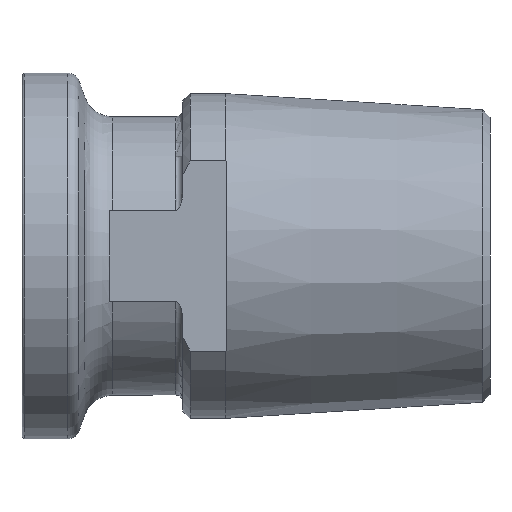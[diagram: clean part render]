
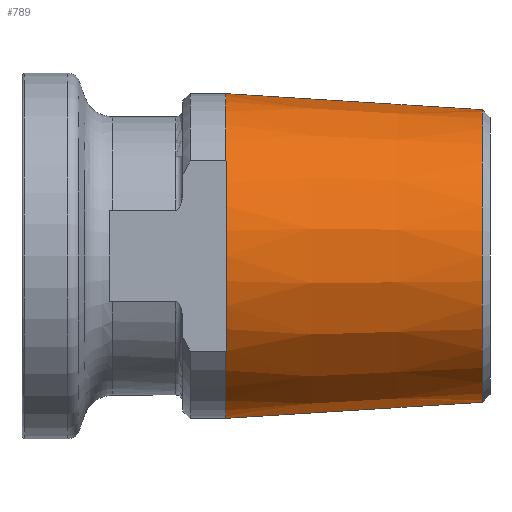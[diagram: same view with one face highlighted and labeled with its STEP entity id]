
A CAD part, front view. The second image highlights one B-rep face of the part: STEP entity #789.
In plain terms, the highlighted conical face has half-angle 3.576 degrees and reference radius 10.003 mm.
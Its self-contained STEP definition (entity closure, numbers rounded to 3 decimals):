
#26 = VERTEX_POINT ( 'NONE', #1244 ) ;
#35 = ORIENTED_EDGE ( 'NONE', *, *, #612, .T. ) ;
#40 = AXIS2_PLACEMENT_3D ( 'NONE', #727, #1054, #818 ) ;
#58 = VERTEX_POINT ( 'NONE', #1099 ) ;
#61 = VERTEX_POINT ( 'NONE', #650 ) ;
#74 = EDGE_CURVE ( 'NONE', #456, #892, #1141, .T. ) ;
#130 = DIRECTION ( 'NONE',  ( -1., 0., 0. ) ) ;
#143 = CARTESIAN_POINT ( 'NONE',  ( 31.467, 0., 10.003 ) ) ;
#164 = ORIENTED_EDGE ( 'NONE', *, *, #733, .T. ) ;
#220 = DIRECTION ( 'NONE',  ( 0., 1., 0. ) ) ;
#224 = ORIENTED_EDGE ( 'NONE', *, *, #814, .T. ) ;
#288 = CARTESIAN_POINT ( 'NONE',  ( 13.973, -9., -6.491 ) ) ;
#301 = DIRECTION ( 'NONE',  ( -1., 0., 0. ) ) ;
#319 = CARTESIAN_POINT ( 'NONE',  ( 14., 0., 0. ) ) ;
#327 = EDGE_CURVE ( 'NONE', #26, #1485, #1176, .T. ) ;
#335 = VECTOR ( 'NONE', #375, 1000. ) ;
#355 = DIRECTION ( 'NONE',  ( -1., 0., 0. ) ) ;
#367 = CARTESIAN_POINT ( 'NONE',  ( 13.919, 0., 0. ) ) ;
#373 = CARTESIAN_POINT ( 'NONE',  ( 13.919, -9., 6.497 ) ) ;
#375 = DIRECTION ( 'NONE',  ( -0.998, 0., 0.062 ) ) ;
#381 = CIRCLE ( 'NONE', #646, 10.003 ) ;
#416 = CARTESIAN_POINT ( 'NONE',  ( 14., -9., -6.488 ) ) ;
#423 = EDGE_CURVE ( 'NONE', #703, #456, #1310, .T. ) ;
#456 = VERTEX_POINT ( 'NONE', #1479 ) ;
#457 = EDGE_CURVE ( 'NONE', #58, #892, #1483, .T. ) ;
#463 = CARTESIAN_POINT ( 'NONE',  ( 13.946, -9., 6.494 ) ) ;
#476 = AXIS2_PLACEMENT_3D ( 'NONE', #319, #1159, #220 ) ;
#487 = FACE_OUTER_BOUND ( 'NONE', #512, .T. ) ;
#492 = ORIENTED_EDGE ( 'NONE', *, *, #457, .T. ) ;
#497 = VECTOR ( 'NONE', #826, 1000. ) ;
#512 = EDGE_LOOP ( 'NONE', ( #1057, #164, #1144, #1353, #224, #35, #492, #1299 ) ) ;
#574 = CARTESIAN_POINT ( 'NONE',  ( 13.919, -9., 6.497 ) ) ;
#580 = CARTESIAN_POINT ( 'NONE',  ( 31.467, 0., 0. ) ) ;
#612 = EDGE_CURVE ( 'NONE', #61, #58, #863, .T. ) ;
#614 = CARTESIAN_POINT ( 'NONE',  ( 13.919, 0., 0. ) ) ;
#627 = DIRECTION ( 'NONE',  ( 0., 0., 1. ) ) ;
#646 = AXIS2_PLACEMENT_3D ( 'NONE', #580, #355, #830 ) ;
#650 = CARTESIAN_POINT ( 'NONE',  ( 14., -9., 6.488 ) ) ;
#703 = VERTEX_POINT ( 'NONE', #1419 ) ;
#704 = CARTESIAN_POINT ( 'NONE',  ( 13.973, -9., 6.491 ) ) ;
#721 = CARTESIAN_POINT ( 'NONE',  ( 31.467, 0., -10.003 ) ) ;
#727 = CARTESIAN_POINT ( 'NONE',  ( 31.467, 0., 0. ) ) ;
#733 = EDGE_CURVE ( 'NONE', #703, #26, #381, .T. ) ;
#789 = ADVANCED_FACE ( 'NONE', ( #487 ), #1363, .T. ) ;
#790 = B_SPLINE_CURVE_WITH_KNOTS ( 'NONE', 3,
 ( #574, #463, #704, #1175 ),
 .UNSPECIFIED., .F., .F.,
 ( 4, 4 ),
 ( 0.022, 0.022 ),
 .UNSPECIFIED. ) ;
#814 = EDGE_CURVE ( 'NONE', #1183, #61, #790, .T. ) ;
#818 = DIRECTION ( 'NONE',  ( 0., 0., 1. ) ) ;
#826 = DIRECTION ( 'NONE',  ( -0.998, 0., -0.062 ) ) ;
#830 = DIRECTION ( 'NONE',  ( 0., 0., 1. ) ) ;
#863 = CIRCLE ( 'NONE', #476, 11.095 ) ;
#892 = VERTEX_POINT ( 'NONE', #960 ) ;
#908 = AXIS2_PLACEMENT_3D ( 'NONE', #367, #130, #951 ) ;
#935 = AXIS2_PLACEMENT_3D ( 'NONE', #614, #301, #627 ) ;
#951 = DIRECTION ( 'NONE',  ( 0., 0., 1. ) ) ;
#960 = CARTESIAN_POINT ( 'NONE',  ( 13.919, -9., -6.497 ) ) ;
#980 = CARTESIAN_POINT ( 'NONE',  ( 13.919, -9., -6.497 ) ) ;
#1054 = DIRECTION ( 'NONE',  ( -1., 0., 0. ) ) ;
#1057 = ORIENTED_EDGE ( 'NONE', *, *, #423, .F. ) ;
#1099 = CARTESIAN_POINT ( 'NONE',  ( 14., -9., -6.488 ) ) ;
#1141 = CIRCLE ( 'NONE', #935, 11.1 ) ;
#1144 = ORIENTED_EDGE ( 'NONE', *, *, #327, .T. ) ;
#1159 = DIRECTION ( 'NONE',  ( 1., 0., 0. ) ) ;
#1175 = CARTESIAN_POINT ( 'NONE',  ( 14., -9., 6.488 ) ) ;
#1176 = LINE ( 'NONE', #143, #335 ) ;
#1183 = VERTEX_POINT ( 'NONE', #373 ) ;
#1204 = EDGE_CURVE ( 'NONE', #1183, #1485, #1268, .T. ) ;
#1244 = CARTESIAN_POINT ( 'NONE',  ( 31.467, 0., 10.003 ) ) ;
#1268 = CIRCLE ( 'NONE', #908, 11.1 ) ;
#1299 = ORIENTED_EDGE ( 'NONE', *, *, #74, .F. ) ;
#1310 = LINE ( 'NONE', #721, #497 ) ;
#1347 = CARTESIAN_POINT ( 'NONE',  ( 13.946, -9., -6.494 ) ) ;
#1353 = ORIENTED_EDGE ( 'NONE', *, *, #1204, .F. ) ;
#1363 = CONICAL_SURFACE ( 'NONE', #40, 10.003, 0.062 ) ;
#1367 = CARTESIAN_POINT ( 'NONE',  ( 13.919, 0., 11.1 ) ) ;
#1419 = CARTESIAN_POINT ( 'NONE',  ( 31.467, 0., -10.003 ) ) ;
#1479 = CARTESIAN_POINT ( 'NONE',  ( 13.919, 0., -11.1 ) ) ;
#1483 = B_SPLINE_CURVE_WITH_KNOTS ( 'NONE', 3,
 ( #416, #288, #1347, #980 ),
 .UNSPECIFIED., .F., .F.,
 ( 4, 4 ),
 ( 0.022, 0.022 ),
 .UNSPECIFIED. ) ;
#1485 = VERTEX_POINT ( 'NONE', #1367 ) ;
